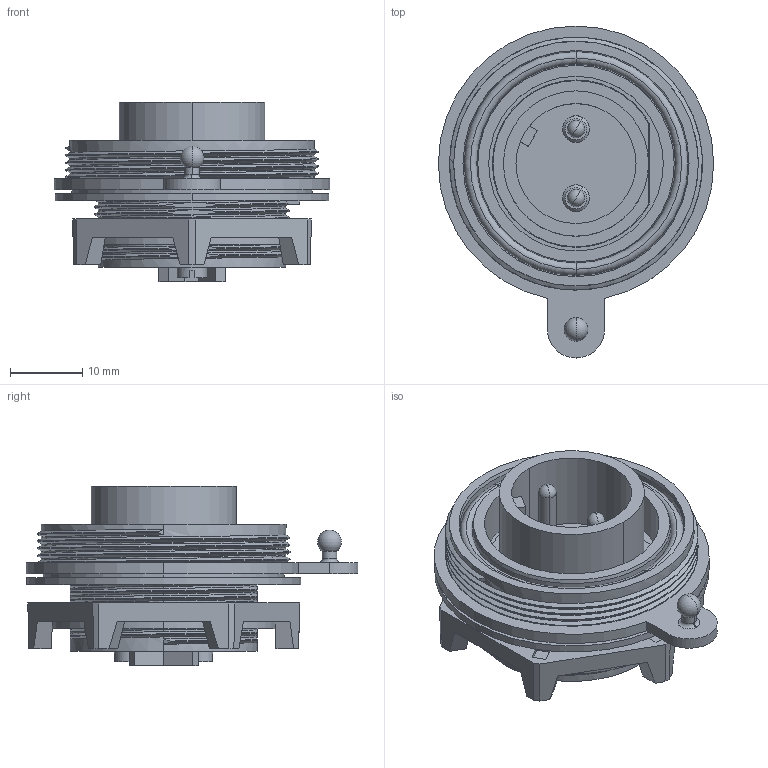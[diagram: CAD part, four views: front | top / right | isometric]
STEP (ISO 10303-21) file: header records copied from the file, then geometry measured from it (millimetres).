
FILE_DESCRIPTION(('STEP AP242'),'1');
FILE_NAME('px0735-p.stp','2023-02-24T09:58:42',('TraceParts'),('TraceParts S.A.'),'Spatial InterOp 3D',' ',' ');
FILE_SCHEMA(('AP242_MANAGED_MODEL_BASED_3D_ENGINEERING_MIM_LF {1 0 10303 442 1 1 4}'));
Length unit declared in the file: millimetre
Products named in the file (1): px0735-p_1
Bounding box: 38.1 x 45.94 x 24.79 mm (x, y, z)
Volume: 10684 mm3; surface area: 11464.3 mm2
Topology: 4 solids, 4 shells, 363 faces, 938 edges, 593 vertices
Faces by surface type: plane 167, cylinder 98, bspline 46, cone 30, torus 12, sphere 10
Entity records: 18896 total; most frequent: CARTESIAN_POINT 10408, ORIENTED_EDGE 1856, DIRECTION 1607, EDGE_CURVE 928, VERTEX_POINT 593, AXIS2_PLACEMENT_3D 578, LINE 451, VECTOR 451
